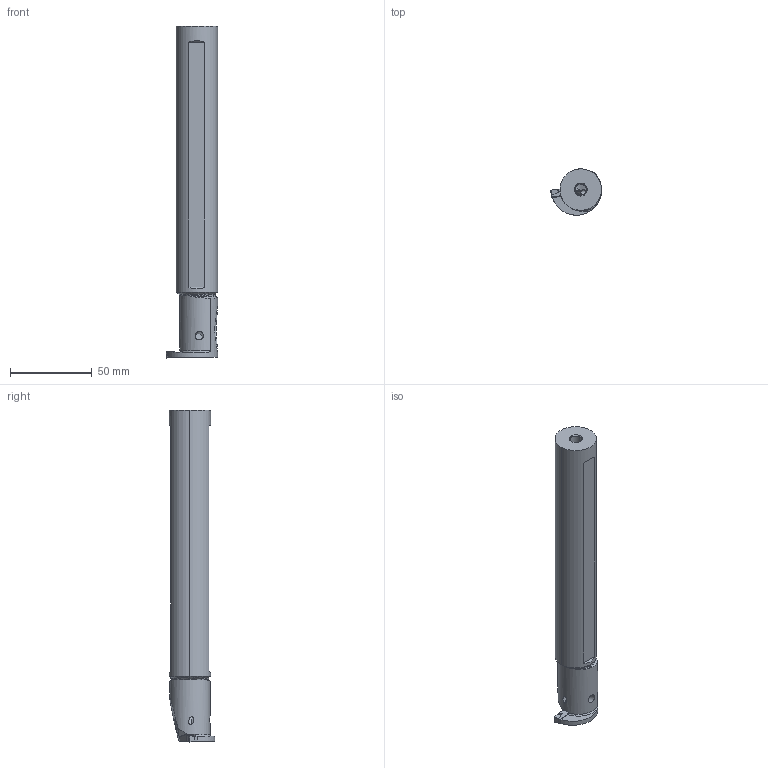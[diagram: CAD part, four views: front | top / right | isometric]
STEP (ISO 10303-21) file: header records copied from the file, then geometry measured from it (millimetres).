
FILE_DESCRIPTION(/* description */ (''),/* implementation_level */ '2;1');
FILE_NAME(/* name */ 'GYARUS16R90B-G07_CW0_157_IR0_01.stp',/* time_stamp */ '2023-03-20T14:53:42+09:00',/* author */ (''),/* organization */ (''),/* preprocessor_version */ 'ST-DEVELOPER v16',/* originating_system */ 'SIEMENS PLM Software NX 10.0',/* authorisation */ '');
FILE_SCHEMA (('AUTOMOTIVE_DESIGN { 1 0 10303 214 3 1 1 1 }'));
Length unit declared in the file: millimetre
Products named in the file (1): GYARUS16R90B-G07_CW0_157_IR0_01_ASM
Bounding box: 31.25 x 28.03 x 203.2 mm (x, y, z)
Volume: 89974.6 mm3; surface area: 22199.3 mm2
Topology: 2 solids, 2 shells, 125 faces, 412 edges, 319 vertices
Faces by surface type: cylinder 46, plane 45, cone 15, extrusion 6, torus 6, bspline 5, sphere 2
Entity records: 5755 total; most frequent: CARTESIAN_POINT 2156, ORIENTED_EDGE 760, DIRECTION 654, EDGE_CURVE 380, VERTEX_POINT 262, AXIS2_PLACEMENT_3D 248, VECTOR 158, LINE 152
